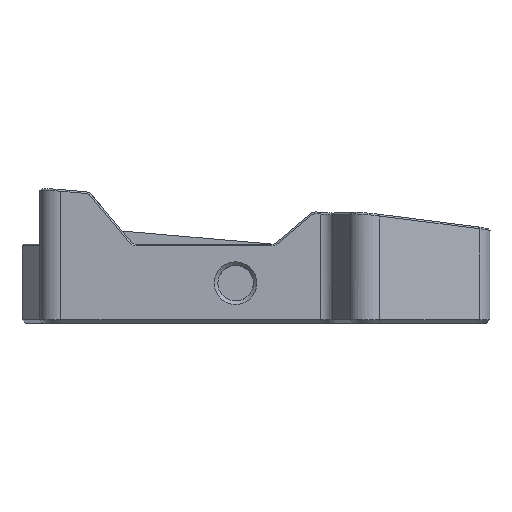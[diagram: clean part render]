
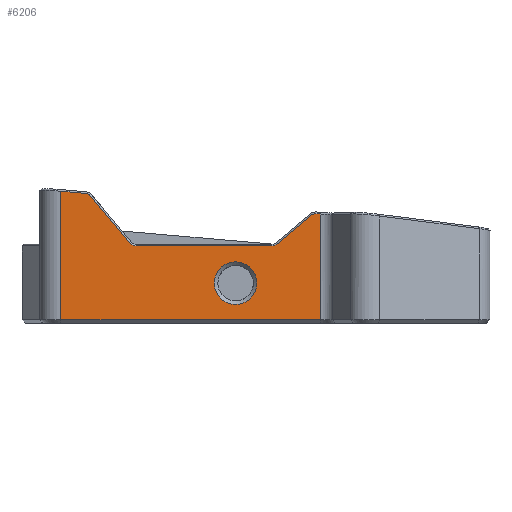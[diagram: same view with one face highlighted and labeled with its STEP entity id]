
A CAD part, left-side view. The second image highlights one B-rep face of the part: STEP entity #6206.
In plain terms, the highlighted planar face has unit normal (-1, 0, 0).
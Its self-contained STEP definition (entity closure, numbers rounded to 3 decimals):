
#74=FACE_BOUND('',#995,.T.);
#100=ELLIPSE('',#6589,1.303,1.128);
#101=ELLIPSE('',#6592,1.303,1.128);
#129=PLANE('',#6588);
#297=CIRCLE('',#6590,2.5);
#298=CIRCLE('',#6591,2.5);
#299=CIRCLE('',#6593,6.);
#628=FACE_OUTER_BOUND('',#994,.T.);
#994=EDGE_LOOP('',(#4297,#4298,#4299,#4300,#4301,#4302,#4303,#4304,#4305,
#4306,#4307,#4308,#4309,#4310,#4311,#4312,#4313));
#995=EDGE_LOOP('',(#4314));
#1397=LINE('',#9142,#2042);
#1398=LINE('',#9151,#2043);
#1399=LINE('',#9162,#2044);
#1400=LINE('',#9164,#2045);
#1401=LINE('',#9168,#2046);
#1402=LINE('',#9172,#2047);
#1403=LINE('',#9174,#2048);
#1404=LINE('',#9185,#2049);
#1405=LINE('',#9187,#2050);
#1406=LINE('',#9188,#2051);
#2042=VECTOR('',#7199,10.);
#2043=VECTOR('',#7200,10.);
#2044=VECTOR('',#7203,10.);
#2045=VECTOR('',#7204,10.);
#2046=VECTOR('',#7207,10.);
#2047=VECTOR('',#7210,10.);
#2048=VECTOR('',#7211,10.);
#2049=VECTOR('',#7214,10.);
#2050=VECTOR('',#7215,10.);
#2051=VECTOR('',#7216,10.);
#2676=B_SPLINE_CURVE_WITH_KNOTS('',3,(#9144,#9145,#9146,#9147,#9148,#9149),
 .UNSPECIFIED.,.F.,.F.,(4,2,4),(-0.004,-0.002,
0.),.UNSPECIFIED.);
#2677=B_SPLINE_CURVE_WITH_KNOTS('',3,(#9155,#9156,#9157,#9158,#9159,#9160),
 .UNSPECIFIED.,.F.,.F.,(4,2,4),(-0.116,-0.058,
0.),.UNSPECIFIED.);
#2678=B_SPLINE_CURVE_WITH_KNOTS('',3,(#9176,#9177,#9178,#9179,#9180,#9181),
 .UNSPECIFIED.,.F.,.F.,(4,2,4),(-0.116,-0.058,
0.),.UNSPECIFIED.);
#2745=VERTEX_POINT('',#9140);
#2746=VERTEX_POINT('',#9141);
#2747=VERTEX_POINT('',#9143);
#2748=VERTEX_POINT('',#9150);
#2749=VERTEX_POINT('',#9152);
#2750=VERTEX_POINT('',#9154);
#2751=VERTEX_POINT('',#9161);
#2752=VERTEX_POINT('',#9163);
#2753=VERTEX_POINT('',#9165);
#2754=VERTEX_POINT('',#9167);
#2755=VERTEX_POINT('',#9169);
#2756=VERTEX_POINT('',#9171);
#2757=VERTEX_POINT('',#9173);
#2758=VERTEX_POINT('',#9175);
#2759=VERTEX_POINT('',#9182);
#2760=VERTEX_POINT('',#9184);
#2761=VERTEX_POINT('',#9186);
#2762=VERTEX_POINT('',#9189);
#3341=EDGE_CURVE('',#2745,#2746,#1397,.T.);
#3342=EDGE_CURVE('',#2746,#2747,#2676,.T.);
#3343=EDGE_CURVE('',#2747,#2748,#1398,.T.);
#3344=EDGE_CURVE('',#2748,#2749,#100,.T.);
#3345=EDGE_CURVE('',#2749,#2750,#2677,.T.);
#3346=EDGE_CURVE('',#2750,#2751,#1399,.T.);
#3347=EDGE_CURVE('',#2751,#2752,#1400,.T.);
#3348=EDGE_CURVE('',#2752,#2753,#297,.T.);
#3349=EDGE_CURVE('',#2753,#2754,#1401,.T.);
#3350=EDGE_CURVE('',#2754,#2755,#298,.T.);
#3351=EDGE_CURVE('',#2755,#2756,#1402,.T.);
#3352=EDGE_CURVE('',#2756,#2757,#1403,.T.);
#3353=EDGE_CURVE('',#2757,#2758,#2678,.T.);
#3354=EDGE_CURVE('',#2758,#2759,#101,.T.);
#3355=EDGE_CURVE('',#2759,#2760,#1404,.T.);
#3356=EDGE_CURVE('',#2760,#2761,#1405,.T.);
#3357=EDGE_CURVE('',#2745,#2761,#1406,.T.);
#3358=EDGE_CURVE('',#2762,#2762,#299,.T.);
#4297=ORIENTED_EDGE('',*,*,#3341,.T.);
#4298=ORIENTED_EDGE('',*,*,#3342,.T.);
#4299=ORIENTED_EDGE('',*,*,#3343,.T.);
#4300=ORIENTED_EDGE('',*,*,#3344,.T.);
#4301=ORIENTED_EDGE('',*,*,#3345,.T.);
#4302=ORIENTED_EDGE('',*,*,#3346,.T.);
#4303=ORIENTED_EDGE('',*,*,#3347,.T.);
#4304=ORIENTED_EDGE('',*,*,#3348,.T.);
#4305=ORIENTED_EDGE('',*,*,#3349,.T.);
#4306=ORIENTED_EDGE('',*,*,#3350,.T.);
#4307=ORIENTED_EDGE('',*,*,#3351,.T.);
#4308=ORIENTED_EDGE('',*,*,#3352,.T.);
#4309=ORIENTED_EDGE('',*,*,#3353,.T.);
#4310=ORIENTED_EDGE('',*,*,#3354,.T.);
#4311=ORIENTED_EDGE('',*,*,#3355,.T.);
#4312=ORIENTED_EDGE('',*,*,#3356,.T.);
#4313=ORIENTED_EDGE('',*,*,#3357,.F.);
#4314=ORIENTED_EDGE('',*,*,#3358,.F.);
#6206=ADVANCED_FACE('',(#628,#74),#129,.F.);
#6588=AXIS2_PLACEMENT_3D('',#9139,#7197,#7198);
#6589=AXIS2_PLACEMENT_3D('',#9153,#7201,#7202);
#6590=AXIS2_PLACEMENT_3D('',#9166,#7205,#7206);
#6591=AXIS2_PLACEMENT_3D('',#9170,#7208,#7209);
#6592=AXIS2_PLACEMENT_3D('',#9183,#7212,#7213);
#6593=AXIS2_PLACEMENT_3D('',#9190,#7217,#7218);
#7197=DIRECTION('center_axis',(1.,0.,0.));
#7198=DIRECTION('ref_axis',(0.,-1.,0.));
#7199=DIRECTION('',(0.,0.,1.));
#7200=DIRECTION('',(0.,0.996,0.087));
#7201=DIRECTION('center_axis',(-1.,0.,0.));
#7202=DIRECTION('ref_axis',(0.,0.998,0.059));
#7203=DIRECTION('',(0.,0.766,-0.643));
#7204=DIRECTION('',(0.,0.766,-0.643));
#7205=DIRECTION('center_axis',(1.,0.,0.));
#7206=DIRECTION('ref_axis',(0.,-0.342,-0.94));
#7207=DIRECTION('',(0.,1.,0.));
#7208=DIRECTION('center_axis',(1.,0.,0.));
#7209=DIRECTION('ref_axis',(0.,0.423,-0.906));
#7210=DIRECTION('',(0.,0.643,0.766));
#7211=DIRECTION('',(0.,0.643,0.766));
#7212=DIRECTION('center_axis',(-1.,0.,0.));
#7213=DIRECTION('ref_axis',(0.,0.993,0.115));
#7214=DIRECTION('',(0.,0.996,0.087));
#7215=DIRECTION('',(0.,0.,-1.));
#7216=DIRECTION('',(0.,1.,0.));
#7217=DIRECTION('center_axis',(-1.,0.,0.));
#7218=DIRECTION('ref_axis',(0.,1.,0.));
#9139=CARTESIAN_POINT('Origin',(6.76,-0.021,-1.5));
#9140=CARTESIAN_POINT('',(6.76,-79.175,-9.3));
#9141=CARTESIAN_POINT('',(6.76,-79.175,20.514));
#9142=CARTESIAN_POINT('',(6.76,-79.175,-1.5));
#9143=CARTESIAN_POINT('',(6.76,-79.132,20.518));
#9144=CARTESIAN_POINT('Ctrl Pts',(6.76,-79.175,20.514));
#9145=CARTESIAN_POINT('Ctrl Pts',(6.76,-79.168,20.515));
#9146=CARTESIAN_POINT('Ctrl Pts',(6.76,-79.161,20.515));
#9147=CARTESIAN_POINT('Ctrl Pts',(6.76,-79.146,20.517));
#9148=CARTESIAN_POINT('Ctrl Pts',(6.76,-79.139,20.517));
#9149=CARTESIAN_POINT('Ctrl Pts',(6.76,-79.132,20.518));
#9150=CARTESIAN_POINT('',(6.76,-77.969,20.62));
#9151=CARTESIAN_POINT('',(6.76,-32.46,24.611));
#9152=CARTESIAN_POINT('',(6.76,-77.943,20.622));
#9153=CARTESIAN_POINT('Origin',(6.76,-77.86,19.497));
#9154=CARTESIAN_POINT('',(6.76,-76.864,20.271));
#9155=CARTESIAN_POINT('Ctrl Pts',(6.76,-77.943,20.622));
#9156=CARTESIAN_POINT('Ctrl Pts',(6.76,-77.75,20.635));
#9157=CARTESIAN_POINT('Ctrl Pts',(6.76,-77.555,20.61));
#9158=CARTESIAN_POINT('Ctrl Pts',(6.76,-77.186,20.49));
#9159=CARTESIAN_POINT('Ctrl Pts',(6.76,-77.013,20.395));
#9160=CARTESIAN_POINT('Ctrl Pts',(6.76,-76.864,20.271));
#9161=CARTESIAN_POINT('',(6.76,-76.827,20.239));
#9162=CARTESIAN_POINT('',(6.76,-76.864,20.271));
#9163=CARTESIAN_POINT('',(6.76,-67.104,12.085));
#9164=CARTESIAN_POINT('',(6.76,-43.791,-7.469));
#9165=CARTESIAN_POINT('',(6.76,-65.498,11.5));
#9166=CARTESIAN_POINT('Origin',(6.76,-65.498,14.));
#9167=CARTESIAN_POINT('',(6.76,-27.28,11.5));
#9168=CARTESIAN_POINT('',(6.76,-13.184,11.5));
#9169=CARTESIAN_POINT('',(6.76,-25.365,12.393));
#9170=CARTESIAN_POINT('Origin',(6.76,-27.28,14.));
#9171=CARTESIAN_POINT('',(6.76,-14.175,25.734));
#9172=CARTESIAN_POINT('',(6.76,-17.673,21.564));
#9173=CARTESIAN_POINT('',(6.76,-14.144,25.772));
#9174=CARTESIAN_POINT('',(6.76,-14.175,25.734));
#9175=CARTESIAN_POINT('',(6.76,-13.143,26.305));
#9176=CARTESIAN_POINT('Ctrl Pts',(6.76,-14.144,25.772));
#9177=CARTESIAN_POINT('Ctrl Pts',(6.76,-14.019,25.92));
#9178=CARTESIAN_POINT('Ctrl Pts',(6.76,-13.865,26.043));
#9179=CARTESIAN_POINT('Ctrl Pts',(6.76,-13.523,26.226));
#9180=CARTESIAN_POINT('Ctrl Pts',(6.76,-13.335,26.285));
#9181=CARTESIAN_POINT('Ctrl Pts',(6.76,-13.143,26.305));
#9182=CARTESIAN_POINT('',(6.76,-13.116,26.308));
#9183=CARTESIAN_POINT('Origin',(6.76,-13.028,25.183));
#9184=CARTESIAN_POINT('',(6.76,-6.021,26.93));
#9185=CARTESIAN_POINT('',(6.76,-32.46,24.611));
#9186=CARTESIAN_POINT('',(6.76,-6.021,-9.3));
#9187=CARTESIAN_POINT('',(6.76,-6.021,-1.5));
#9188=CARTESIAN_POINT('',(6.76,-31.016,-9.3));
#9189=CARTESIAN_POINT('',(6.76,-61.281,1.003));
#9190=CARTESIAN_POINT('Origin',(6.76,-55.281,1.003));
